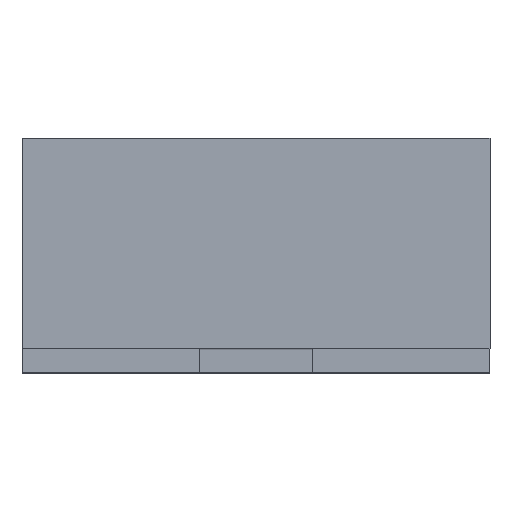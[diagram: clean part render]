
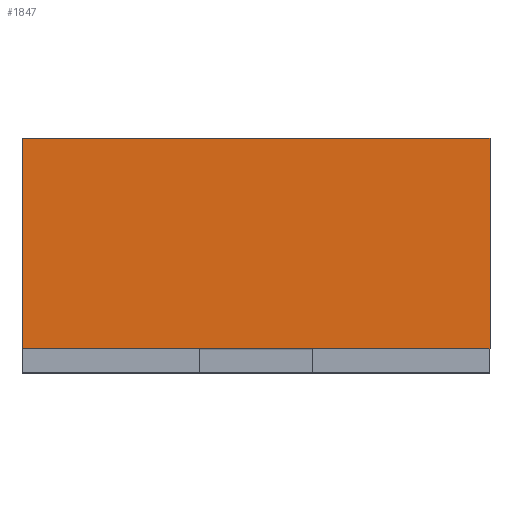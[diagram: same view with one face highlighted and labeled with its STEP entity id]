
A CAD part, top view. The second image highlights one B-rep face of the part: STEP entity #1847.
In plain terms, the highlighted planar face has unit normal (0, 0, 1).
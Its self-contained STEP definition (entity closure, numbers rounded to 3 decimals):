
#23 = EDGE_LOOP ( 'NONE', ( #3339, #1989, #1899, #916 ) ) ;
#121 = EDGE_CURVE ( 'NONE', #2342, #2036, #2673, .T. ) ;
#343 = CARTESIAN_POINT ( 'NONE',  ( 0.5, 0.5, 1.05 ) ) ;
#425 = CARTESIAN_POINT ( 'NONE',  ( 0.5, 0.05, 1.05 ) ) ;
#771 = LINE ( 'NONE', #343, #3307 ) ;
#916 = ORIENTED_EDGE ( 'NONE', *, *, #2696, .F. ) ;
#982 = CARTESIAN_POINT ( 'NONE',  ( 0.5, 3.326, 1.05 ) ) ;
#1074 = CARTESIAN_POINT ( 'NONE',  ( -0.5, 3.326, 1.05 ) ) ;
#1175 = FACE_OUTER_BOUND ( 'NONE', #23, .T. ) ;
#1312 = DIRECTION ( 'NONE',  ( 0., -1., 0. ) ) ;
#1343 = DIRECTION ( 'NONE',  ( 1., 0., 0. ) ) ;
#1767 = CARTESIAN_POINT ( 'NONE',  ( 0.5, 3.326, 1.05 ) ) ;
#1789 = DIRECTION ( 'NONE',  ( 0., -1., 0. ) ) ;
#1835 = CARTESIAN_POINT ( 'NONE',  ( -0.5, 0.5, 1.05 ) ) ;
#1847 = ADVANCED_FACE ( 'NONE', ( #1175 ), #2561, .F. ) ;
#1899 = ORIENTED_EDGE ( 'NONE', *, *, #121, .T. ) ;
#1911 = LINE ( 'NONE', #1767, #2472 ) ;
#1989 = ORIENTED_EDGE ( 'NONE', *, *, #2861, .T. ) ;
#2036 = VERTEX_POINT ( 'NONE', #425 ) ;
#2105 = VECTOR ( 'NONE', #1312, 1000. ) ;
#2152 = LINE ( 'NONE', #1074, #2105 ) ;
#2303 = DIRECTION ( 'NONE',  ( 0., 0., -1. ) ) ;
#2308 = EDGE_CURVE ( 'NONE', #2929, #2689, #771, .T. ) ;
#2342 = VERTEX_POINT ( 'NONE', #2943 ) ;
#2351 = AXIS2_PLACEMENT_3D ( 'NONE', #982, #2303, #2829 ) ;
#2415 = DIRECTION ( 'NONE',  ( 1., 0., 0. ) ) ;
#2472 = VECTOR ( 'NONE', #1789, 1000. ) ;
#2561 = PLANE ( 'NONE',  #2351 ) ;
#2585 = CARTESIAN_POINT ( 'NONE',  ( 0.5, 0.5, 1.05 ) ) ;
#2673 = LINE ( 'NONE', #2932, #3334 ) ;
#2689 = VERTEX_POINT ( 'NONE', #2585 ) ;
#2696 = EDGE_CURVE ( 'NONE', #2689, #2036, #1911, .T. ) ;
#2829 = DIRECTION ( 'NONE',  ( -1., 0., 0. ) ) ;
#2861 = EDGE_CURVE ( 'NONE', #2929, #2342, #2152, .T. ) ;
#2929 = VERTEX_POINT ( 'NONE', #1835 ) ;
#2932 = CARTESIAN_POINT ( 'NONE',  ( 0.5, 0.05, 1.05 ) ) ;
#2943 = CARTESIAN_POINT ( 'NONE',  ( -0.5, 0.05, 1.05 ) ) ;
#3307 = VECTOR ( 'NONE', #1343, 1000. ) ;
#3334 = VECTOR ( 'NONE', #2415, 1000. ) ;
#3339 = ORIENTED_EDGE ( 'NONE', *, *, #2308, .F. ) ;
